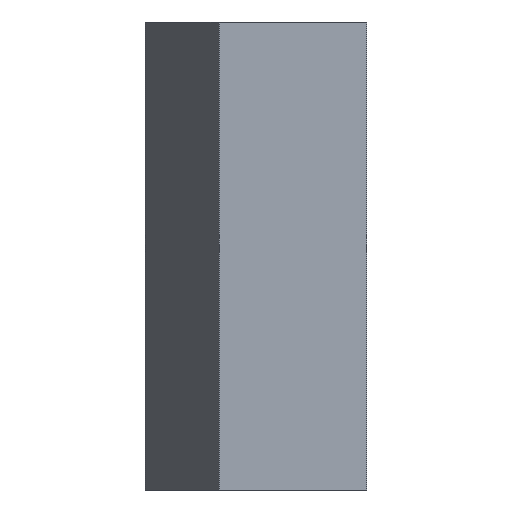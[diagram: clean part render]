
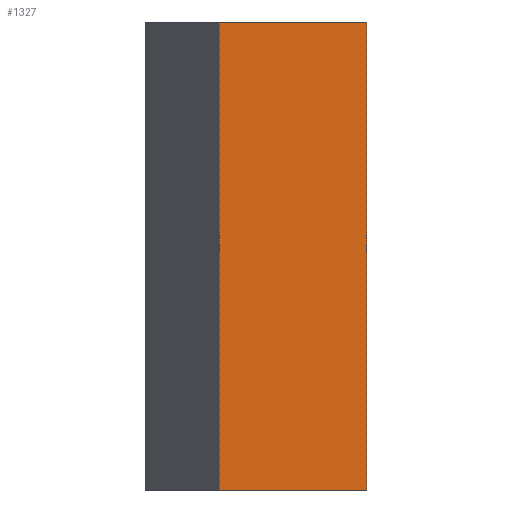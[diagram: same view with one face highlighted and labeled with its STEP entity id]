
A CAD part, left-side view. The second image highlights one B-rep face of the part: STEP entity #1327.
In plain terms, the highlighted planar face has unit normal (-1, 0, 0).
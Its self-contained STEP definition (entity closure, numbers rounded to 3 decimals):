
#616=CARTESIAN_POINT('',(-7.029,8.09,0.0));
#617=VERTEX_POINT('',#616);
#624=CARTESIAN_POINT('',(-7.029,39.637,0.0));
#625=VERTEX_POINT('',#624);
#626=CARTESIAN_POINT('',(-7.029,8.09,0.0));
#627=DIRECTION('',(0.0,1.0,0.0));
#628=VECTOR('',#627,31.547);
#629=LINE('',#626,#628);
#630=EDGE_CURVE('',#617,#625,#629,.T.);
#1285=CARTESIAN_POINT('',(-7.029,8.09,100.0));
#1286=VERTEX_POINT('',#1285);
#1293=CARTESIAN_POINT('',(-7.029,8.09,0.0));
#1294=DIRECTION('',(0.0,0.0,1.0));
#1295=VECTOR('',#1294,100.0);
#1296=LINE('',#1293,#1295);
#1297=EDGE_CURVE('',#617,#1286,#1296,.T.);
#1304=CARTESIAN_POINT('',(-7.029,8.09,0.0));
#1305=DIRECTION('',(-1.0,0.0,0.0));
#1306=DIRECTION('',(0.0,0.0,1.0));
#1307=AXIS2_PLACEMENT_3D('',#1304,#1305,#1306);
#1308=PLANE('',#1307);
#1309=CARTESIAN_POINT('',(-7.029,39.637,100.0));
#1310=VERTEX_POINT('',#1309);
#1311=CARTESIAN_POINT('',(-7.029,8.09,100.0));
#1312=DIRECTION('',(0.0,1.0,0.0));
#1313=VECTOR('',#1312,31.547);
#1314=LINE('',#1311,#1313);
#1315=EDGE_CURVE('',#1286,#1310,#1314,.T.);
#1316=ORIENTED_EDGE('',*,*,#1315,.T.);
#1317=CARTESIAN_POINT('',(-7.029,39.637,0.0));
#1318=DIRECTION('',(0.0,0.0,1.0));
#1319=VECTOR('',#1318,100.0);
#1320=LINE('',#1317,#1319);
#1321=EDGE_CURVE('',#625,#1310,#1320,.T.);
#1322=ORIENTED_EDGE('',*,*,#1321,.F.);
#1323=ORIENTED_EDGE('',*,*,#630,.F.);
#1324=ORIENTED_EDGE('',*,*,#1297,.T.);
#1325=EDGE_LOOP('',(#1316,#1322,#1323,#1324));
#1326=FACE_OUTER_BOUND('',#1325,.T.);
#1327=ADVANCED_FACE('',(#1326),#1308,.T.);
